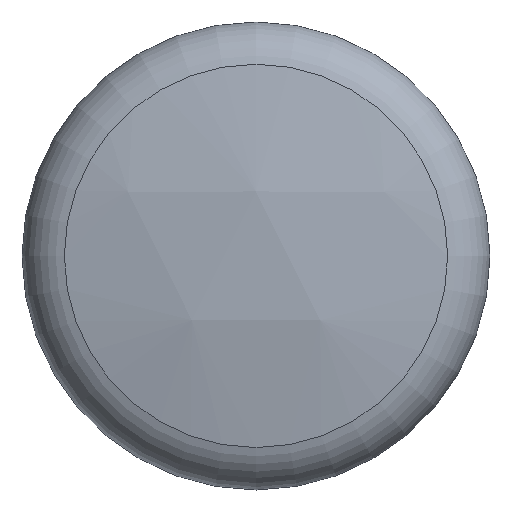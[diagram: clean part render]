
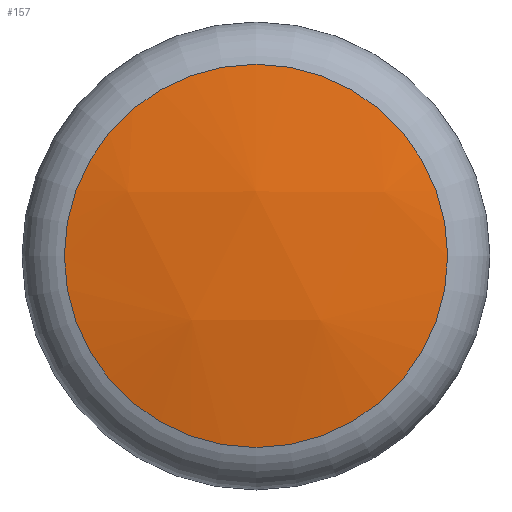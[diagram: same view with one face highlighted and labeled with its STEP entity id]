
A CAD part, top view. The second image highlights one B-rep face of the part: STEP entity #157.
In plain terms, the highlighted spherical face has radius 19.768 mm.
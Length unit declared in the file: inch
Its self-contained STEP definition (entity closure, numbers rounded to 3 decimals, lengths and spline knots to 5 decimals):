
#18=SPHERICAL_SURFACE('',#192,0.77827);
#34=FACE_OUTER_BOUND('',#47,.T.);
#47=EDGE_LOOP('',(#134));
#71=CIRCLE('',#193,0.17526);
#87=VERTEX_POINT('',#295);
#104=EDGE_CURVE('',#87,#87,#71,.F.);
#134=ORIENTED_EDGE('',*,*,#104,.T.);
#157=ADVANCED_FACE('',(#34),#18,.T.);
#192=AXIS2_PLACEMENT_3D('',#294,#242,#243);
#193=AXIS2_PLACEMENT_3D('',#296,#244,#245);
#242=DIRECTION('center_axis',(0.,-1.,0.));
#243=DIRECTION('ref_axis',(1.,0.,0.));
#244=DIRECTION('center_axis',(0.,0.,-1.));
#245=DIRECTION('ref_axis',(0.,1.,0.));
#294=CARTESIAN_POINT('Origin',(0.,0.,0.05073));
#295=CARTESIAN_POINT('',(0.,-0.17526,0.80901));
#296=CARTESIAN_POINT('Origin',(0.,0.,0.80901));
